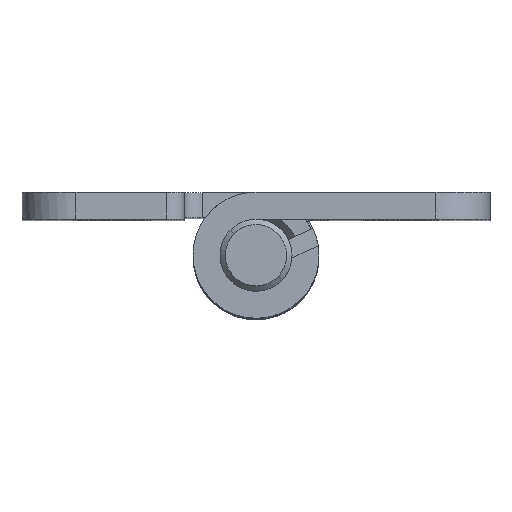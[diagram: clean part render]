
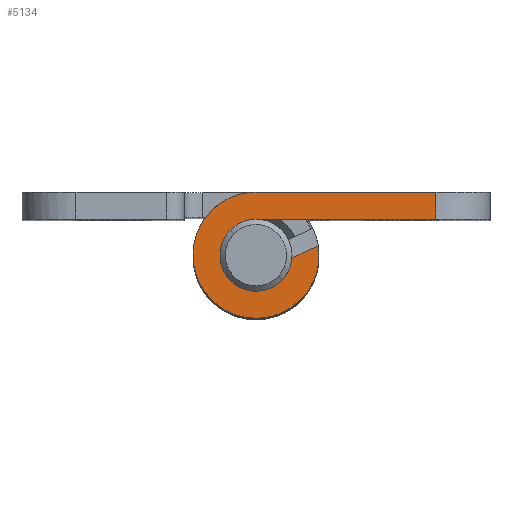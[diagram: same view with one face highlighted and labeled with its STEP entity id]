
A CAD part, top view. The second image highlights one B-rep face of the part: STEP entity #5134.
In plain terms, the highlighted free-form (B-spline) face has degree [1, 1] with [2, 2] control points.
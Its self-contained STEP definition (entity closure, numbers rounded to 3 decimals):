
#3708=CARTESIAN_POINT('',(0.,2.0,50.0));
#3709=VERTEX_POINT('',#3708);
#3715=CARTESIAN_POINT('',(-1.47,-1.356,50.0));
#3716=VERTEX_POINT('',#3715);
#3717=CARTESIAN_POINT('',(-1.47,-1.356,50.0));
#3718=CARTESIAN_POINT('',(-1.626,-1.188,50.));
#3719=CARTESIAN_POINT('',(-1.851,-0.838,50.));
#3720=CARTESIAN_POINT('',(-1.992,-0.321,50.0));
#3721=CARTESIAN_POINT('',(-2.012,0.187,50.));
#3722=CARTESIAN_POINT('',(-1.915,0.653,50.));
#3723=CARTESIAN_POINT('',(-1.713,1.054,50.));
#3724=CARTESIAN_POINT('',(-1.465,1.382,50.));
#3725=CARTESIAN_POINT('',(-1.155,1.656,50.));
#3726=CARTESIAN_POINT('',(-0.79,1.849,50.));
#3727=CARTESIAN_POINT('',(-0.41,1.97,50.));
#3728=CARTESIAN_POINT('',(-0.157,2.,50.));
#3729=CARTESIAN_POINT('',(0.,2.0,50.0));
#3730=B_SPLINE_CURVE_WITH_KNOTS('',3,(#3717,#3718,#3719,#3720,#3721,#3722,#3723,#3724,#3725,#3726,#3727,#3728,#3729),.UNSPECIFIED.,.F.,.U.,(4,1,1,1,1,1,1,1,1,1,4),(0.,0.688,1.23,1.592,2.207,2.642,2.931,3.438,3.872,4.161,4.632),.UNSPECIFIED.);
#3731=EDGE_CURVE('',#3716,#3709,#3730,.T.);
#3733=CARTESIAN_POINT('',(1.993,-0.161,50.0));
#3734=VERTEX_POINT('',#3733);
#3735=CARTESIAN_POINT('',(1.993,-0.161,50.0));
#3736=CARTESIAN_POINT('',(1.977,-0.366,50.));
#3737=CARTESIAN_POINT('',(1.881,-0.769,50.));
#3738=CARTESIAN_POINT('',(1.591,-1.25,50.));
#3739=CARTESIAN_POINT('',(1.25,-1.578,50.));
#3740=CARTESIAN_POINT('',(0.872,-1.819,50.));
#3741=CARTESIAN_POINT('',(0.471,-1.962,50.));
#3742=CARTESIAN_POINT('',(0.086,-2.006,50.));
#3743=CARTESIAN_POINT('',(-0.313,-1.991,50.));
#3744=CARTESIAN_POINT('',(-0.715,-1.89,50.));
#3745=CARTESIAN_POINT('',(-1.142,-1.661,50.));
#3746=CARTESIAN_POINT('',(-1.364,-1.471,50.));
#3747=CARTESIAN_POINT('',(-1.47,-1.356,50.0));
#3748=B_SPLINE_CURVE_WITH_KNOTS('',3,(#3735,#3736,#3737,#3738,#3739,#3740,#3741,#3742,#3743,#3744,#3745,#3746,#3747),.UNSPECIFIED.,.F.,.U.,(4,1,1,1,1,1,1,1,1,1,4),(0.,0.615,1.23,1.665,2.026,2.569,2.931,3.184,3.763,4.161,4.632),.UNSPECIFIED.);
#3749=EDGE_CURVE('',#3734,#3716,#3748,.T.);
#3848=CARTESIAN_POINT('',(10.,2.,50.0));
#3849=VERTEX_POINT('',#3848);
#3864=CARTESIAN_POINT('',(10.,2.,50.0));
#3865=CARTESIAN_POINT('',(0.,2.0,50.0));
#3866=QUASI_UNIFORM_CURVE('',1,(#3864,#3865),.UNSPECIFIED.,.F.,.U.);
#3867=EDGE_CURVE('',#3849,#3709,#3866,.T.);
#4192=CARTESIAN_POINT('',(3.459,0.534,50.0));
#4193=VERTEX_POINT('',#4192);
#4194=CARTESIAN_POINT('',(3.459,0.534,50.0));
#4195=CARTESIAN_POINT('',(1.993,-0.161,50.0));
#4196=QUASI_UNIFORM_CURVE('',1,(#4194,#4195),.UNSPECIFIED.,.F.,.U.);
#4197=EDGE_CURVE('',#4193,#3734,#4196,.T.);
#4939=CARTESIAN_POINT('',(10.,3.5,50.0));
#4940=VERTEX_POINT('',#4939);
#4957=CARTESIAN_POINT('',(10.,2.,50.0));
#4958=CARTESIAN_POINT('',(10.,3.5,50.0));
#4959=QUASI_UNIFORM_CURVE('',1,(#4957,#4958),.UNSPECIFIED.,.F.,.U.);
#4960=EDGE_CURVE('',#3849,#4940,#4959,.T.);
#5076=CARTESIAN_POINT('',(-4.173,-3.849,50.0));
#5077=CARTESIAN_POINT('',(10.674,-3.849,50.0));
#5078=CARTESIAN_POINT('',(-4.173,3.85,50.0));
#5079=CARTESIAN_POINT('',(10.674,3.85,50.0));
#5080=B_SPLINE_SURFACE_WITH_KNOTS('',1,1,((#5076,#5078),(#5077,#5079)),.UNSPECIFIED.,.F.,.F.,.U.,(2,2),(2,2),(0.0,14.847),(0.0,7.698),.UNSPECIFIED.);
#5081=CARTESIAN_POINT('',(-2.278,-2.657,50.0));
#5082=VERTEX_POINT('',#5081);
#5083=CARTESIAN_POINT('',(0.0,3.5,50.0));
#5084=VERTEX_POINT('',#5083);
#5085=CARTESIAN_POINT('',(-2.278,-2.657,50.0));
#5086=CARTESIAN_POINT('',(-2.472,-2.491,50.));
#5087=CARTESIAN_POINT('',(-2.784,-2.157,50.));
#5088=CARTESIAN_POINT('',(-3.179,-1.525,50.));
#5089=CARTESIAN_POINT('',(-3.431,-0.832,50.));
#5090=CARTESIAN_POINT('',(-3.517,-0.124,50.));
#5091=CARTESIAN_POINT('',(-3.476,0.565,50.));
#5092=CARTESIAN_POINT('',(-3.313,1.203,50.));
#5093=CARTESIAN_POINT('',(-2.991,1.863,50.));
#5094=CARTESIAN_POINT('',(-2.543,2.447,50.));
#5095=CARTESIAN_POINT('',(-2.002,2.897,50.));
#5096=CARTESIAN_POINT('',(-1.486,3.181,50.));
#5097=CARTESIAN_POINT('',(-0.854,3.423,50.));
#5098=CARTESIAN_POINT('',(-0.355,3.5,50.));
#5099=CARTESIAN_POINT('',(0.0,3.5,50.0));
#5100=B_SPLINE_CURVE_WITH_KNOTS('',3,(#5085,#5086,#5087,#5088,#5089,#5090,#5091,#5092,#5093,#5094,#5095,#5096,#5097,#5098,#5099),.UNSPECIFIED.,.F.,.U.,(4,1,1,1,1,1,1,1,1,1,1,1,4),(0.,0.765,1.364,2.228,2.96,3.492,4.291,4.923,5.688,6.486,7.018,7.45,8.515),.UNSPECIFIED.);
#5101=EDGE_CURVE('',#5082,#5084,#5100,.T.);
#5102=ORIENTED_EDGE('',*,*,#5101,.F.);
#5103=CARTESIAN_POINT('',(3.459,0.534,50.0));
#5104=CARTESIAN_POINT('',(3.498,0.282,50.));
#5105=CARTESIAN_POINT('',(3.52,-0.231,50.0));
#5106=CARTESIAN_POINT('',(3.4,-0.912,50.));
#5107=CARTESIAN_POINT('',(3.189,-1.473,50.));
#5108=CARTESIAN_POINT('',(2.935,-1.93,50.));
#5109=CARTESIAN_POINT('',(2.637,-2.318,50.));
#5110=CARTESIAN_POINT('',(2.273,-2.677,50.));
#5111=CARTESIAN_POINT('',(1.781,-3.04,50.));
#5112=CARTESIAN_POINT('',(1.103,-3.357,50.));
#5113=CARTESIAN_POINT('',(0.315,-3.515,50.));
#5114=CARTESIAN_POINT('',(-0.387,-3.498,50.));
#5115=CARTESIAN_POINT('',(-1.073,-3.355,50.));
#5116=CARTESIAN_POINT('',(-1.7,-3.09,50.));
#5117=CARTESIAN_POINT('',(-2.11,-2.801,50.));
#5118=CARTESIAN_POINT('',(-2.278,-2.657,50.0));
#5119=B_SPLINE_CURVE_WITH_KNOTS('',3,(#5103,#5104,#5105,#5106,#5107,#5108,#5109,#5110,#5111,#5112,#5113,#5114,#5115,#5116,#5117,#5118),.UNSPECIFIED.,.F.,.U.,(4,1,1,1,1,1,1,1,1,1,1,1,1,4),(0.,0.765,1.53,2.062,2.561,3.093,3.526,4.091,4.923,5.754,6.486,7.018,7.85,8.515),.UNSPECIFIED.);
#5120=EDGE_CURVE('',#4193,#5082,#5119,.T.);
#5121=ORIENTED_EDGE('',*,*,#5120,.F.);
#5122=ORIENTED_EDGE('',*,*,#4197,.T.);
#5123=ORIENTED_EDGE('',*,*,#3749,.T.);
#5124=ORIENTED_EDGE('',*,*,#3731,.T.);
#5125=ORIENTED_EDGE('',*,*,#3867,.F.);
#5126=ORIENTED_EDGE('',*,*,#4960,.T.);
#5127=CARTESIAN_POINT('',(0.0,3.5,50.0));
#5128=CARTESIAN_POINT('',(10.,3.5,50.0));
#5129=QUASI_UNIFORM_CURVE('',1,(#5127,#5128),.UNSPECIFIED.,.F.,.U.);
#5130=EDGE_CURVE('',#5084,#4940,#5129,.T.);
#5131=ORIENTED_EDGE('',*,*,#5130,.F.);
#5132=EDGE_LOOP('',(#5102,#5121,#5122,#5123,#5124,#5125,#5126,#5131));
#5133=FACE_OUTER_BOUND('',#5132,.T.);
#5134=ADVANCED_FACE('',(#5133),#5080,.T.);
